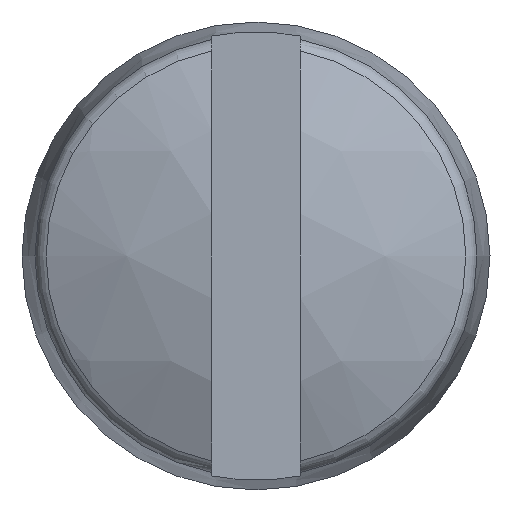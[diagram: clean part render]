
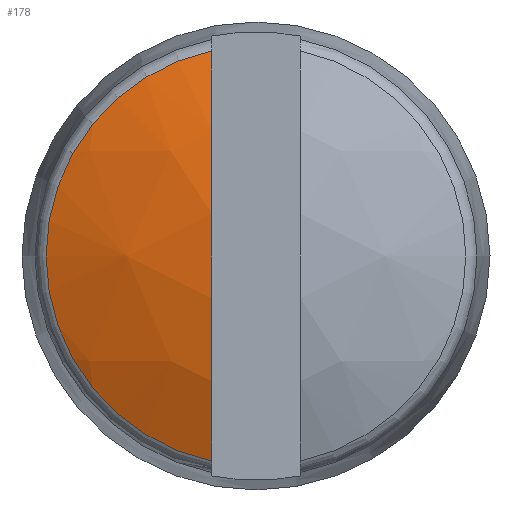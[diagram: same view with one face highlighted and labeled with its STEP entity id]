
A CAD part, left-side view. The second image highlights one B-rep face of the part: STEP entity #178.
In plain terms, the highlighted spherical face has radius 5 mm.
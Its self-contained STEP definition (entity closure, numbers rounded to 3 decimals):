
#17=SPHERICAL_SURFACE('',#203,5.);
#35=FACE_OUTER_BOUND('',#50,.T.);
#50=EDGE_LOOP('',(#159,#160));
#57=CIRCLE('',#189,4.98);
#64=CIRCLE('',#202,2.133);
#91=VERTEX_POINT('',#300);
#92=VERTEX_POINT('',#309);
#109=EDGE_CURVE('',#92,#91,#57,.T.);
#118=EDGE_CURVE('',#91,#92,#64,.T.);
#159=ORIENTED_EDGE('',*,*,#109,.T.);
#160=ORIENTED_EDGE('',*,*,#118,.T.);
#178=ADVANCED_FACE('',(#35),#17,.T.);
#189=AXIS2_PLACEMENT_3D('',#310,#226,#227);
#202=AXIS2_PLACEMENT_3D('',#336,#253,#254);
#203=AXIS2_PLACEMENT_3D('',#337,#255,#256);
#226=DIRECTION('center_axis',(0.,1.,0.));
#227=DIRECTION('ref_axis',(0.,0.,-1.));
#253=DIRECTION('center_axis',(-1.,0.,0.));
#254=DIRECTION('ref_axis',(0.,0.,1.));
#255=DIRECTION('center_axis',(0.,0.,1.));
#256=DIRECTION('ref_axis',(1.,0.,0.));
#300=CARTESIAN_POINT('',(-4.522,0.45,2.085));
#309=CARTESIAN_POINT('',(-4.522,0.45,-2.085));
#310=CARTESIAN_POINT('Origin',(0.,0.45,0.));
#336=CARTESIAN_POINT('Origin',(-4.522,0.,0.));
#337=CARTESIAN_POINT('Origin',(0.,0.,0.));
